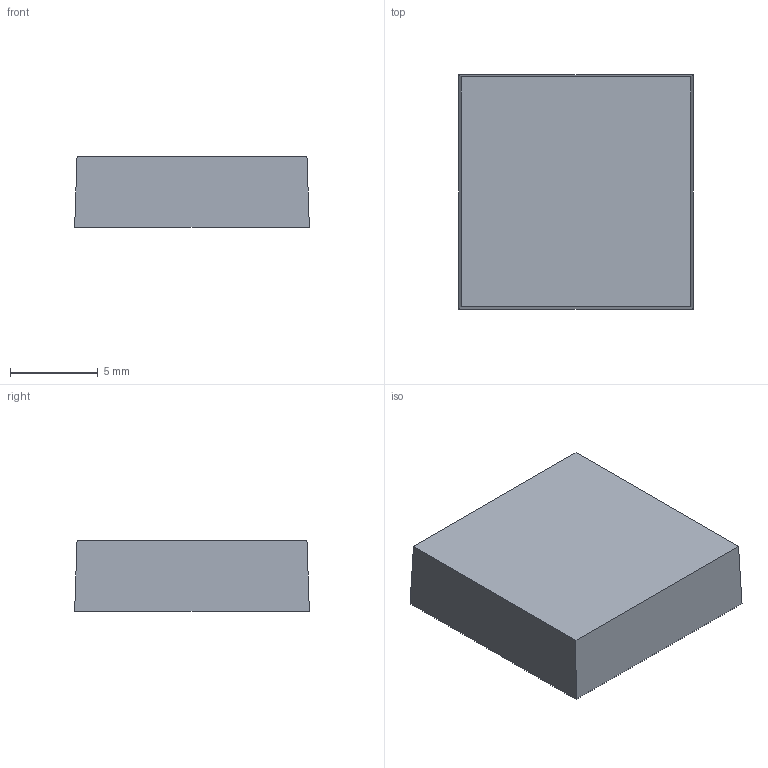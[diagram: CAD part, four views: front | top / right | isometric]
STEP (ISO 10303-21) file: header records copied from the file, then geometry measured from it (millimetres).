
FILE_DESCRIPTION( ( 'Unknown' ), '1' );
FILE_NAME( '714409000.stp', 'Unknown', ( 'WJelisarow' ), ( 'Würth Elektronik eiSos' ), 'PSStep 14.0', 'Unknown', ' ' );
FILE_SCHEMA( ( 'AUTOMOTIVE_DESIGN { 1 0 10303 214 1 1 1 1 }' ) );
Length unit declared in the file: millimetre
Products named in the file (1): 1
Bounding box: 13.4 x 13.4 x 4 mm (x, y, z)
Volume: 223.2 mm3; surface area: 719.4 mm2
Topology: 1 solids, 1 shells, 37 faces, 98 edges, 64 vertices
Faces by surface type: plane 37
Entity records: 1432 total; most frequent: CARTESIAN_POINT 200, ORIENTED_EDGE 196, DIRECTION 174, EDGE_CURVE 98, LINE 98, VECTOR 98, VERTEX_POINT 64, AXIS2_PLACEMENT_3D 38
